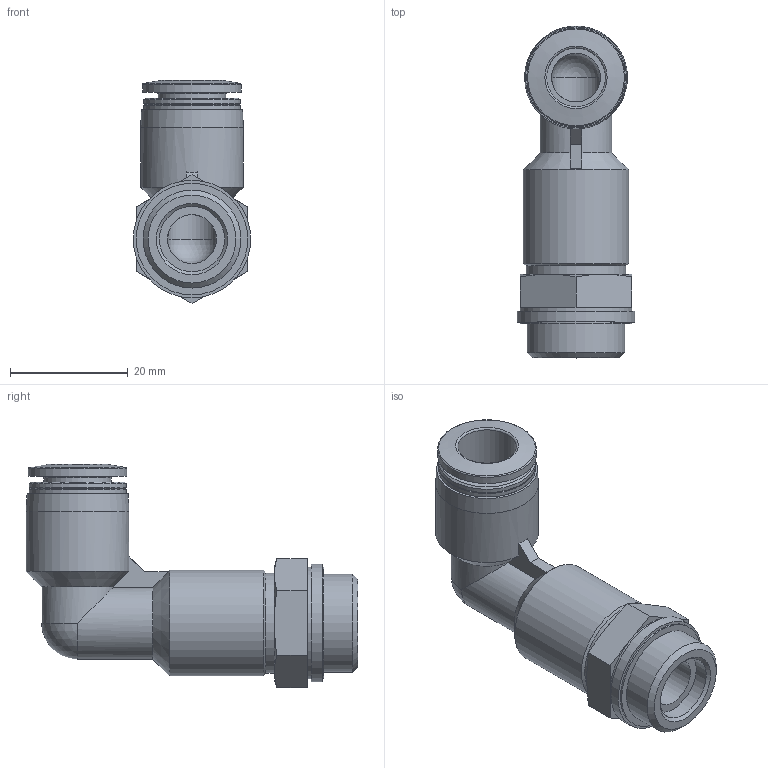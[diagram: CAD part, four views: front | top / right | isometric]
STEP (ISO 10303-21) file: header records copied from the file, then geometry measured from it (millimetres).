
FILE_DESCRIPTION(/* description */ ('STEP AP214'),/* implementation_level */ '2;1');
FILE_NAME(/* name */ '186134_QSLL-G3_8-10',/* time_stamp */ '2024-09-12T08:42:15+02:00',/* author */ ('License CC BY-ND 4.0'),/* organization */ ('CADENAS'),/* preprocessor_version */ 'ST-DEVELOPER v19.3',/* originating_system */ 'PARTsolutions',/* authorisation */ ' ');
FILE_SCHEMA (('AUTOMOTIVE_DESIGN {1 0 10303 214 3 1 1}'));
Length unit declared in the file: millimetre
Products named in the file (1): 186134 QSLL-G3/8-10
Bounding box: 20 x 56.45 x 37.97 mm (x, y, z)
Volume: 10984.3 mm3; surface area: 6728.6 mm2
Topology: 1 solids, 1 shells, 65 faces, 141 edges, 84 vertices
Faces by surface type: plane 26, cylinder 17, cone 17, torus 3, sphere 2
Full cylindrical faces by diameter (mm): 8.3 x2, 10 x1, 11.108 x1, 11.5 x1, 16.5 x2, 16.662 x1, 16.8 x1, 17 x1, 17.5 x1, 18 x1, 19 x2, 20 x1
Entity records: 2041 total; most frequent: CARTESIAN_POINT 298, DIRECTION 277, ORIENTED_EDGE 208, AXIS2_PLACEMENT_3D 124, EDGE_CURVE 104, EDGE_LOOP 103, FACE_BOUND 103, VERTEX_POINT 77
